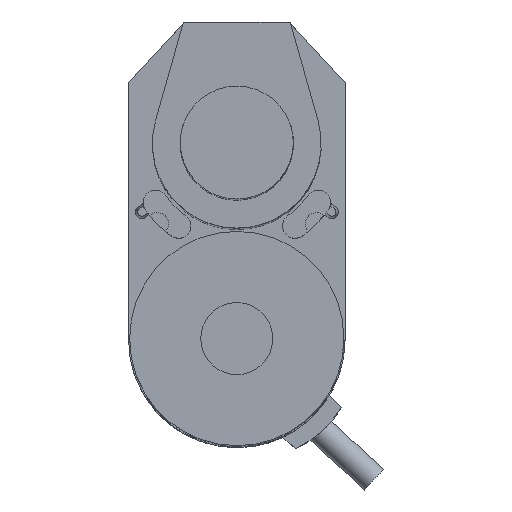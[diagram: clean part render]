
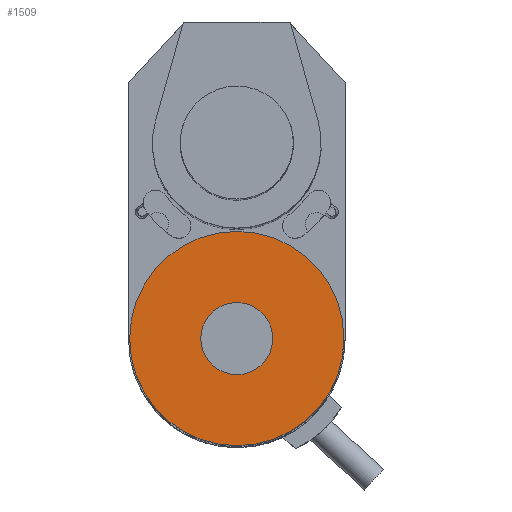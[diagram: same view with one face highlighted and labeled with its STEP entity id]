
A CAD part, top view. The second image highlights one B-rep face of the part: STEP entity #1509.
In plain terms, the highlighted planar face has unit normal (0, 0, 1).
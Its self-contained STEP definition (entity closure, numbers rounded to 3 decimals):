
#54=FACE_BOUND('',#305,.T.);
#90=CIRCLE('',#1639,19.05);
#91=CIRCLE('',#1640,6.4);
#210=FACE_OUTER_BOUND('',#304,.T.);
#304=EDGE_LOOP('',(#1119));
#305=EDGE_LOOP('',(#1120));
#693=VERTEX_POINT('',#2530);
#694=VERTEX_POINT('',#2532);
#860=EDGE_CURVE('',#693,#693,#90,.T.);
#861=EDGE_CURVE('',#694,#694,#91,.T.);
#1119=ORIENTED_EDGE('',*,*,#860,.F.);
#1120=ORIENTED_EDGE('',*,*,#861,.F.);
#1461=PLANE('',#1638);
#1509=ADVANCED_FACE('',(#210,#54),#1461,.T.);
#1638=AXIS2_PLACEMENT_3D('',#2529,#1922,#1923);
#1639=AXIS2_PLACEMENT_3D('',#2531,#1924,#1925);
#1640=AXIS2_PLACEMENT_3D('',#2533,#1926,#1927);
#1922=DIRECTION('center_axis',(0.,0.,1.));
#1923=DIRECTION('ref_axis',(0.,-1.,0.));
#1924=DIRECTION('center_axis',(0.,0.,-1.));
#1925=DIRECTION('ref_axis',(0.,1.,0.));
#1926=DIRECTION('center_axis',(0.,0.,1.));
#1927=DIRECTION('ref_axis',(0.,-1.,0.));
#2529=CARTESIAN_POINT('Origin',(0.,-53.948,83.148));
#2530=CARTESIAN_POINT('',(0.,-72.998,83.148));
#2531=CARTESIAN_POINT('Origin',(0.,-53.948,83.148));
#2532=CARTESIAN_POINT('',(0.,-60.348,83.148));
#2533=CARTESIAN_POINT('Origin',(0.,-53.948,83.148));
